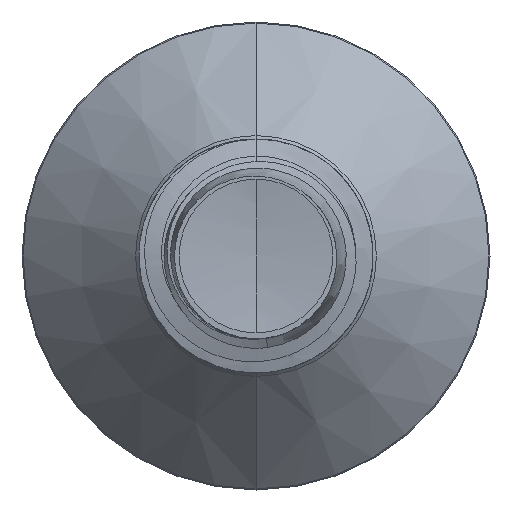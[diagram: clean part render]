
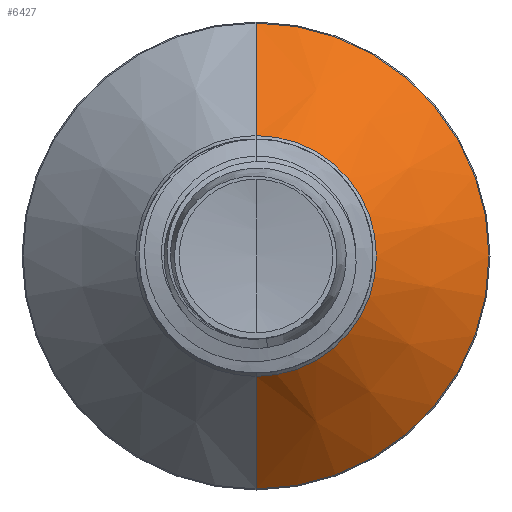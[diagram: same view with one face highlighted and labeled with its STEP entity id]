
A CAD part, front view. The second image highlights one B-rep face of the part: STEP entity #6427.
In plain terms, the highlighted conical face has half-angle 45 degrees and reference radius 3.088 mm.
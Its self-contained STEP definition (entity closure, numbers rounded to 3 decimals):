
#484 = DIRECTION ( 'NONE',  ( 0., 0., 1. ) ) ;
#525 = VERTEX_POINT ( 'NONE', #696 ) ;
#696 = CARTESIAN_POINT ( 'NONE',  ( 0., 39.124, -5.974 ) ) ;
#2560 = CARTESIAN_POINT ( 'NONE',  ( 0., 36.239, -3.089 ) ) ;
#6058 = VERTEX_POINT ( 'NONE', #56294 ) ;
#6427 = ADVANCED_FACE ( 'NONE', ( #14544 ), #48815, .T. ) ;
#7258 = EDGE_CURVE ( 'NONE', #50516, #6058, #37822, .T. ) ;
#7357 = CIRCLE ( 'NONE', #27092, 5.974 ) ;
#12289 = CARTESIAN_POINT ( 'NONE',  ( 0., 36.239, 3.089 ) ) ;
#13365 = CARTESIAN_POINT ( 'NONE',  ( 0., 36.239, -3.089 ) ) ;
#14544 = FACE_OUTER_BOUND ( 'NONE', #33730, .T. ) ;
#15010 = CIRCLE ( 'NONE', #59747, 3.089 ) ;
#15990 = VECTOR ( 'NONE', #21881, 1000. ) ;
#16334 = DIRECTION ( 'NONE',  ( 0., 1., 0. ) ) ;
#17400 = VERTEX_POINT ( 'NONE', #2560 ) ;
#21881 = DIRECTION ( 'NONE',  ( 0., 0.707, 0.707 ) ) ;
#22242 = CARTESIAN_POINT ( 'NONE',  ( 0., 39.124, 0. ) ) ;
#23807 = LINE ( 'NONE', #13365, #50057 ) ;
#24472 = ORIENTED_EDGE ( 'NONE', *, *, #39584, .T. ) ;
#24766 = CARTESIAN_POINT ( 'NONE',  ( 0., 36.239, 0. ) ) ;
#25922 = ORIENTED_EDGE ( 'NONE', *, *, #36375, .T. ) ;
#26950 = DIRECTION ( 'NONE',  ( 0., 0., 1. ) ) ;
#27092 = AXIS2_PLACEMENT_3D ( 'NONE', #22242, #54846, #26950 ) ;
#27802 = ORIENTED_EDGE ( 'NONE', *, *, #57265, .F. ) ;
#28732 = ORIENTED_EDGE ( 'NONE', *, *, #7258, .F. ) ;
#33730 = EDGE_LOOP ( 'NONE', ( #24472, #25922, #27802, #28732 ) ) ;
#36375 = EDGE_CURVE ( 'NONE', #17400, #525, #23807, .T. ) ;
#37822 = LINE ( 'NONE', #49806, #15990 ) ;
#39584 = EDGE_CURVE ( 'NONE', #50516, #17400, #15010, .T. ) ;
#44237 = CARTESIAN_POINT ( 'NONE',  ( 0., 36.239, 0. ) ) ;
#45988 = DIRECTION ( 'NONE',  ( 0., 0.707, -0.707 ) ) ;
#48815 = CONICAL_SURFACE ( 'NONE', #51439, 3.089, 0.785 ) ;
#48960 = DIRECTION ( 'NONE',  ( 0., 0., 1. ) ) ;
#49806 = CARTESIAN_POINT ( 'NONE',  ( 0., 36.239, 3.089 ) ) ;
#50057 = VECTOR ( 'NONE', #45988, 1000. ) ;
#50516 = VERTEX_POINT ( 'NONE', #12289 ) ;
#51439 = AXIS2_PLACEMENT_3D ( 'NONE', #24766, #57512, #484 ) ;
#54846 = DIRECTION ( 'NONE',  ( 0., 1., 0. ) ) ;
#56294 = CARTESIAN_POINT ( 'NONE',  ( 0., 39.124, 5.974 ) ) ;
#57265 = EDGE_CURVE ( 'NONE', #6058, #525, #7357, .T. ) ;
#57512 = DIRECTION ( 'NONE',  ( 0., 1., 0. ) ) ;
#59747 = AXIS2_PLACEMENT_3D ( 'NONE', #44237, #16334, #48960 ) ;
